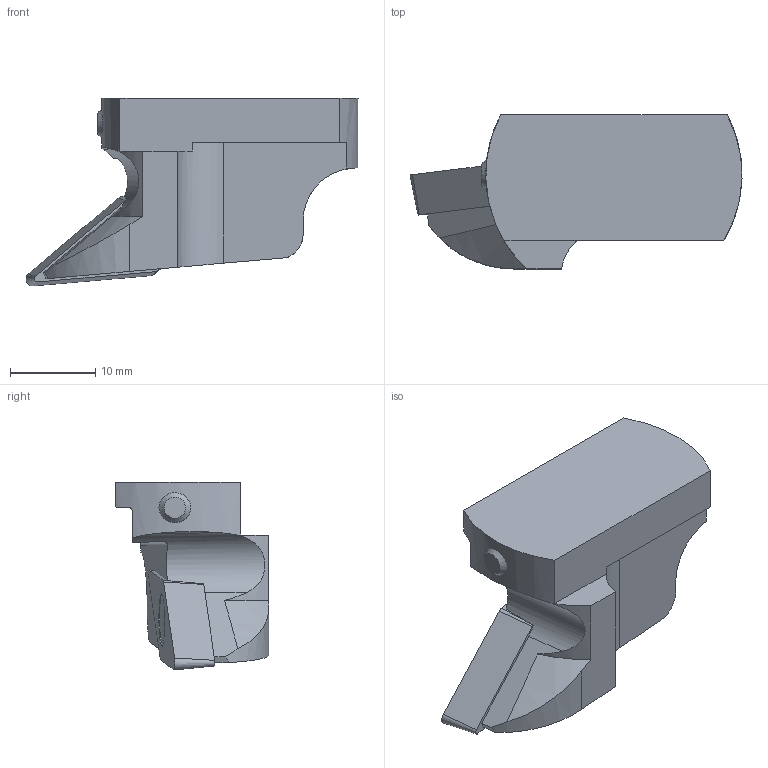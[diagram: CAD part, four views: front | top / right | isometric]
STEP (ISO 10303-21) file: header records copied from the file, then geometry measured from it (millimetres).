
FILE_DESCRIPTION(/* description */ (''),/* implementation_level */ '2;1');
FILE_NAME(/* name */ '1642491921700.stp',/* time_stamp */ '2022-01-18T13:15:42+06:00',/* author */ (''),/* organization */ ('SMS'),/* preprocessor_version */ 'ST-DEVELOPER v16.7',/* originating_system */ 'SIEMENS PLM Software NX 12.0',/* authorisation */ '');
FILE_SCHEMA (('AUTOMOTIVE_DESIGN { 1 0 10303 214 3 1 1 1 }'));
Length unit declared in the file: millimetre
Products named in the file (4): ASSEMBLY_CONSTRUCTION; IsoTurningInsert; 201783931mod000_01; 201783929mod000_01
Assembly tree (3 placements, depth 2):
  201783929mod000_01
    201783931mod000_01
    IsoTurningInsert
    ASSEMBLY_CONSTRUCTION
Bounding box: 38.87 x 18 x 22 mm (x, y, z)
Volume: 5963.8 mm3; surface area: 3134.5 mm2
Topology: 2 solids, 2 shells, 54 faces, 144 edges, 103 vertices
Faces by surface type: plane 29, cylinder 11, cone 10, torus 4
Full cylindrical faces by diameter (mm): 4.4 x2
Entity records: 1990 total; most frequent: CARTESIAN_POINT 499, DIRECTION 297, ORIENTED_EDGE 258, EDGE_CURVE 129, AXIS2_PLACEMENT_3D 115, VERTEX_POINT 90, LINE 67, VECTOR 67
